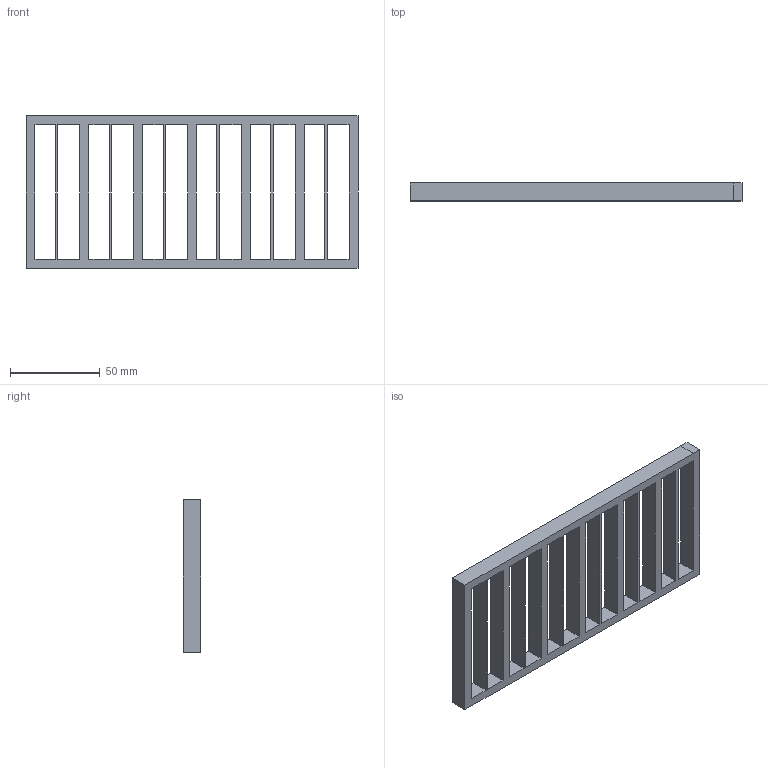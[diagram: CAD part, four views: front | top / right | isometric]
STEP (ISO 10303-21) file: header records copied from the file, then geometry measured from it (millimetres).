
FILE_DESCRIPTION(/* description */ (''),/* implementation_level */ '2;1');
FILE_NAME(/* name */ 'Test Flex v2.step',/* time_stamp */ '2018-11-06T12:11:32+00:00',/* author */ ('charles.freestone'),/* organization */ (''),/* preprocessor_version */ 'ST-DEVELOPER v17.2',/* originating_system */ 'Autodesk Translation Framework v7.6.0.251',/* authorisation */ '');
FILE_SCHEMA (('AUTOMOTIVE_DESIGN { 1 0 10303 214 3 1 1 }'));
Length unit declared in the file: millimetre
Products named in the file (1): Test Flex
Bounding box: 185 x 10 x 85 mm (x, y, z)
Volume: 50600 mm3; surface area: 36364 mm2
Topology: 1 solids, 1 shells, 56 faces, 162 edges, 108 vertices
Faces by surface type: plane 56
Entity records: 1887 total; most frequent: CARTESIAN_POINT 327, ORIENTED_EDGE 324, DIRECTION 276, LINE 162, VECTOR 162, EDGE_CURVE 162, VERTEX_POINT 108, EDGE_LOOP 80
